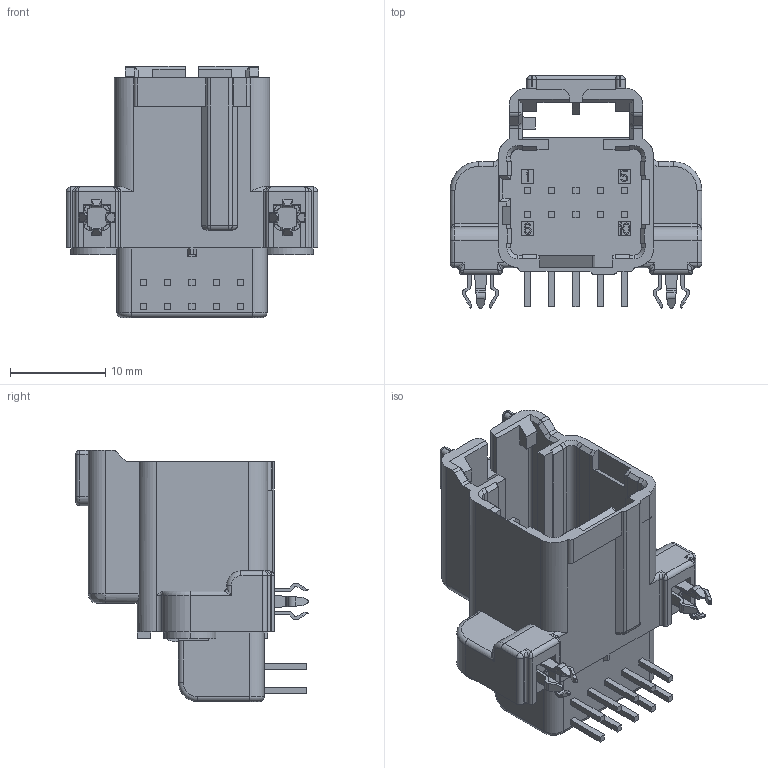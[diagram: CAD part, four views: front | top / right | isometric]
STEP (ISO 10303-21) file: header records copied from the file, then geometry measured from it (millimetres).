
FILE_DESCRIPTION((''),'2;1');
FILE_NAME('C-638444-9','2011-11-18T',('workeradm'),('Tyco Electronics Ltd.'),'PRO/ENGINEER BY PARAMETRIC TECHNOLOGY CORPORATION, 2010430','PRO/ENGINEER BY PARAMETRIC TECHNOLOGY CORPORATION, 2010430','');
FILE_SCHEMA(('AUTOMOTIVE_DESIGN { 1 0 10303 214 1 1 1 1 }'));
Length unit declared in the file: millimetre
Products named in the file (1): C-638444-9
Bounding box: 26.4 x 24.39 x 26.35 mm (x, y, z)
Volume: 2937 mm3; surface area: 4428.1 mm2
Topology: 1 solids, 1 shells, 972 faces, 2702 edges, 1760 vertices
Faces by surface type: plane 750, cylinder 178, bspline 16, cone 12, torus 12, sphere 4
Entity records: 32717 total; most frequent: CARTESIAN_POINT 7584, ORIENTED_EDGE 5404, DIRECTION 4782, EDGE_CURVE 2702, VECTOR 2298, LINE 2298, VERTEX_POINT 1760, AXIS2_PLACEMENT_3D 1242
